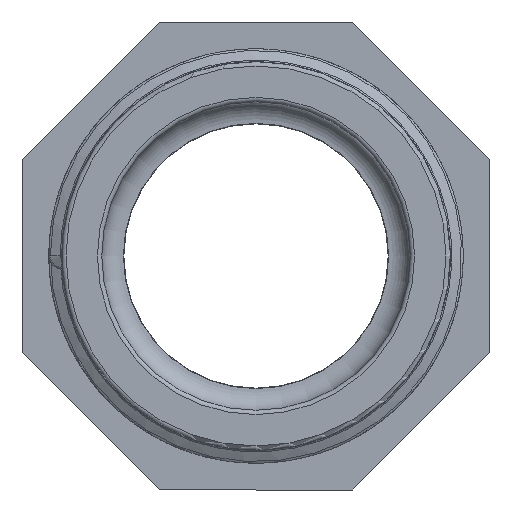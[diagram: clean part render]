
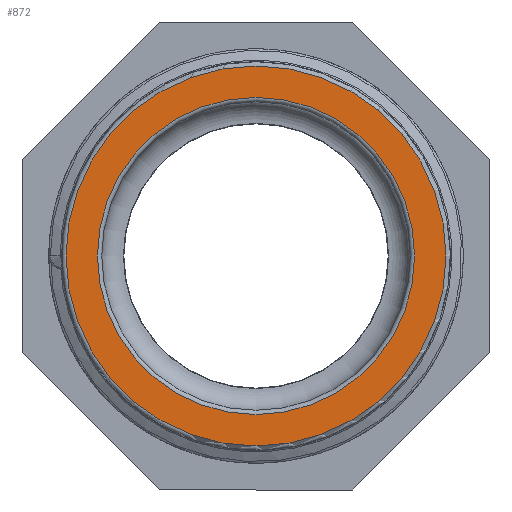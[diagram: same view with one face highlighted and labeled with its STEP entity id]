
A CAD part, left-side view. The second image highlights one B-rep face of the part: STEP entity #872.
In plain terms, the highlighted planar face has unit normal (-1, 0, 0).
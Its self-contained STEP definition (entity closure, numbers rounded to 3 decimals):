
#37 = AXIS2_PLACEMENT_3D ( 'NONE', #7874, #7881, #7882 ) ;
#65 = AXIS2_PLACEMENT_3D ( 'NONE', #7977, #7978, #7979 ) ;
#67 = AXIS2_PLACEMENT_3D ( 'NONE', #7981, #7982, #7983 ) ;
#68 = CIRCLE ( 'NONE', #65, 18.3 ) ;
#70 = CIRCLE ( 'NONE', #67, 21.922 ) ;
#290 = ORIENTED_EDGE ( 'NONE', *, *, #897, .T. ) ;
#291 = ORIENTED_EDGE ( 'NONE', *, *, #898, .T. ) ;
#456 = EDGE_LOOP ( 'NONE', ( #291 ) ) ;
#457 = EDGE_LOOP ( 'NONE', ( #290 ) ) ;
#872 = ADVANCED_FACE ( 'NONE', ( #7878, #7870 ), #7879, .T. ) ;
#897 = EDGE_CURVE ( 'NONE', #9283, #9283, #68, .T. ) ;
#898 = EDGE_CURVE ( 'NONE', #9285, #9285, #70, .T. ) ;
#7870 = FACE_OUTER_BOUND ( 'NONE', #456, .T. ) ;
#7874 = CARTESIAN_POINT ( 'NONE',  ( 0., 17.8, 0. ) ) ;
#7878 = FACE_BOUND ( 'NONE', #457, .T. ) ;
#7879 = PLANE ( 'NONE',  #37 ) ;
#7881 = DIRECTION ( 'NONE',  ( -1., 0., 0. ) ) ;
#7882 = DIRECTION ( 'NONE',  ( 0., 0., 1. ) ) ;
#7977 = CARTESIAN_POINT ( 'NONE',  ( 0., 0., 0. ) ) ;
#7978 = DIRECTION ( 'NONE',  ( 1., 0., 0. ) ) ;
#7979 = DIRECTION ( 'NONE',  ( 0., 0., 1. ) ) ;
#7981 = CARTESIAN_POINT ( 'NONE',  ( 0., 0., 0. ) ) ;
#7982 = DIRECTION ( 'NONE',  ( -1., 0., 0. ) ) ;
#7983 = DIRECTION ( 'NONE',  ( 0., 0., 1. ) ) ;
#9283 = VERTEX_POINT ( 'NONE', #9286 ) ;
#9285 = VERTEX_POINT ( 'NONE', #9288 ) ;
#9286 = CARTESIAN_POINT ( 'NONE',  ( 0., 0., 18.3 ) ) ;
#9288 = CARTESIAN_POINT ( 'NONE',  ( 0., 0., 21.922 ) ) ;
